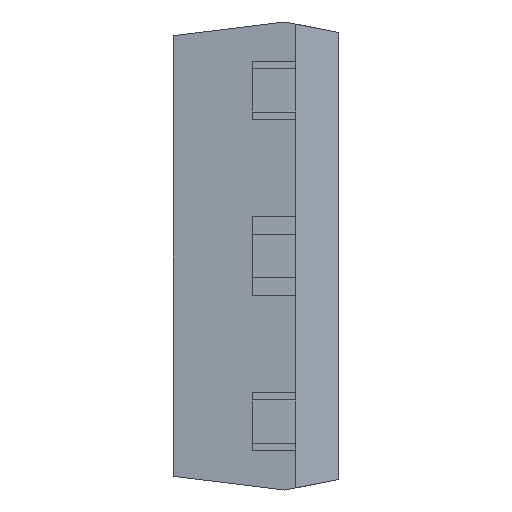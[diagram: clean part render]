
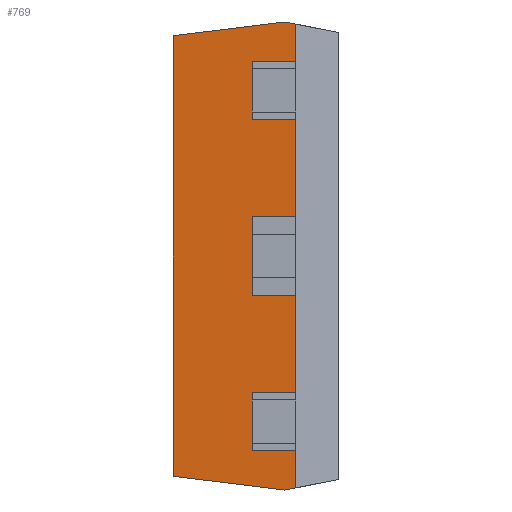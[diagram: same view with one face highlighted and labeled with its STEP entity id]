
A CAD part, front view. The second image highlights one B-rep face of the part: STEP entity #769.
In plain terms, the highlighted planar face has unit normal (-0.087, -0.996, 0).
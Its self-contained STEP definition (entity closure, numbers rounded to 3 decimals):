
#126 = DIRECTION ( 'NONE',  ( 0.989, -0.087, 0.121 ) ) ;
#156 = CARTESIAN_POINT ( 'NONE',  ( 1.503, 1.495, -2.987 ) ) ;
#159 = CARTESIAN_POINT ( 'NONE',  ( -1.4, 1.749, -3.06 ) ) ;
#197 = VERTEX_POINT ( 'NONE', #1108 ) ;
#215 = AXIS2_PLACEMENT_3D ( 'NONE', #597, #611, #1502 ) ;
#241 = CARTESIAN_POINT ( 'NONE',  ( 0.3, 1.6, 3.25 ) ) ;
#270 = LINE ( 'NONE', #1797, #1331 ) ;
#274 = DIRECTION ( 'NONE',  ( -0.989, 0.087, 0.121 ) ) ;
#282 = VERTEX_POINT ( 'NONE', #650 ) ;
#345 = EDGE_CURVE ( 'NONE', #542, #1683, #1143, .T. ) ;
#378 = VECTOR ( 'NONE', #126, 1000. ) ;
#415 = ORIENTED_EDGE ( 'NONE', *, *, #1543, .F. ) ;
#423 = CARTESIAN_POINT ( 'NONE',  ( 0.298, 1.6, 3.268 ) ) ;
#432 = VERTEX_POINT ( 'NONE', #471 ) ;
#454 = DIRECTION ( 'NONE',  ( -0.978, 0.086, -0.19 ) ) ;
#471 = CARTESIAN_POINT ( 'NONE',  ( 0.3, 1.6, -3.221 ) ) ;
#477 = VECTOR ( 'NONE', #274, 1000. ) ;
#521 = ORIENTED_EDGE ( 'NONE', *, *, #555, .F. ) ;
#529 = LINE ( 'NONE', #1208, #477 ) ;
#542 = VERTEX_POINT ( 'NONE', #761 ) ;
#555 = EDGE_CURVE ( 'NONE', #432, #282, #595, .T. ) ;
#595 = LINE ( 'NONE', #156, #1384 ) ;
#597 = CARTESIAN_POINT ( 'NONE',  ( 0.3, 1.6, 3.25 ) ) ;
#611 = DIRECTION ( 'NONE',  ( 0.087, 0.996, 0. ) ) ;
#631 = CARTESIAN_POINT ( 'NONE',  ( -1.4, 1.749, 3.25 ) ) ;
#650 = CARTESIAN_POINT ( 'NONE',  ( 0.15, 1.613, -3.25 ) ) ;
#694 = ORIENTED_EDGE ( 'NONE', *, *, #1584, .F. ) ;
#715 = VECTOR ( 'NONE', #775, 1000. ) ;
#761 = CARTESIAN_POINT ( 'NONE',  ( -1.4, 1.749, 3.06 ) ) ;
#769 = ADVANCED_FACE ( 'NONE', ( #1313 ), #1344, .F. ) ;
#775 = DIRECTION ( 'NONE',  ( 0., 0., -1. ) ) ;
#826 = EDGE_CURVE ( 'NONE', #282, #1683, #529, .T. ) ;
#898 = DIRECTION ( 'NONE',  ( 0.978, -0.086, -0.19 ) ) ;
#927 = ORIENTED_EDGE ( 'NONE', *, *, #345, .T. ) ;
#1108 = CARTESIAN_POINT ( 'NONE',  ( 0.15, 1.613, 3.25 ) ) ;
#1143 = LINE ( 'NONE', #631, #715 ) ;
#1208 = CARTESIAN_POINT ( 'NONE',  ( -0.483, 1.668, -3.172 ) ) ;
#1301 = DIRECTION ( 'NONE',  ( 0., 0., -1. ) ) ;
#1307 = CARTESIAN_POINT ( 'NONE',  ( 0.3, 1.6, 3.221 ) ) ;
#1313 = FACE_OUTER_BOUND ( 'NONE', #1374, .T. ) ;
#1331 = VECTOR ( 'NONE', #898, 1000. ) ;
#1344 = PLANE ( 'NONE',  #215 ) ;
#1374 = EDGE_LOOP ( 'NONE', ( #1710, #521, #694, #1874, #415, #927 ) ) ;
#1384 = VECTOR ( 'NONE', #454, 1000. ) ;
#1449 = LINE ( 'NONE', #241, #1615 ) ;
#1502 = DIRECTION ( 'NONE',  ( -0.996, 0.087, 0. ) ) ;
#1543 = EDGE_CURVE ( 'NONE', #542, #197, #1903, .T. ) ;
#1567 = VERTEX_POINT ( 'NONE', #1307 ) ;
#1584 = EDGE_CURVE ( 'NONE', #1567, #432, #1449, .T. ) ;
#1615 = VECTOR ( 'NONE', #1301, 1000. ) ;
#1683 = VERTEX_POINT ( 'NONE', #159 ) ;
#1710 = ORIENTED_EDGE ( 'NONE', *, *, #826, .F. ) ;
#1735 = EDGE_CURVE ( 'NONE', #197, #1567, #270, .T. ) ;
#1797 = CARTESIAN_POINT ( 'NONE',  ( 0.295, 1.6, 3.222 ) ) ;
#1874 = ORIENTED_EDGE ( 'NONE', *, *, #1735, .F. ) ;
#1903 = LINE ( 'NONE', #423, #378 ) ;
